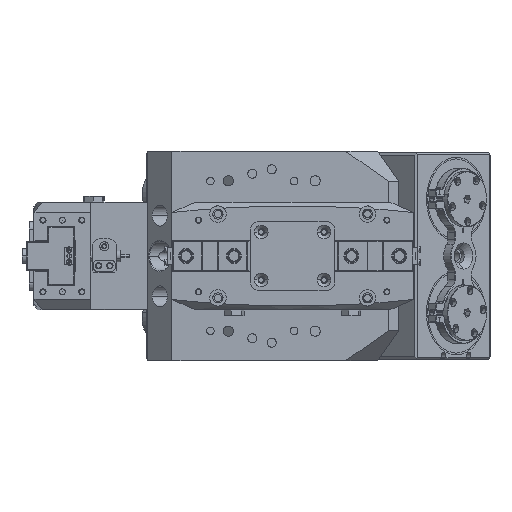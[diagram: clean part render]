
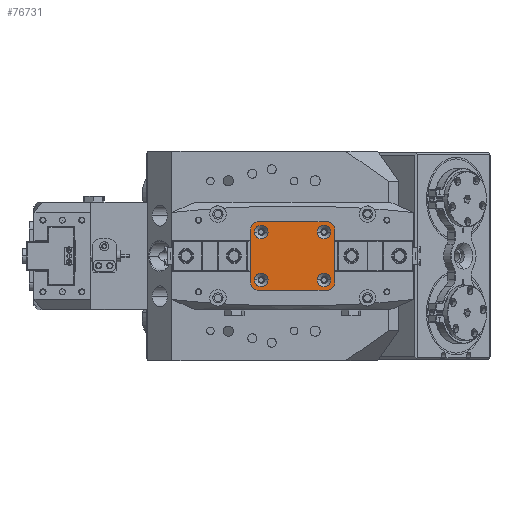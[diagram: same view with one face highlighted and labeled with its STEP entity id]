
A CAD part, front view. The second image highlights one B-rep face of the part: STEP entity #76731.
In plain terms, the highlighted face is planar.
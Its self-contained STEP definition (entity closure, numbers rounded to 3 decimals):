
#357 = CARTESIAN_POINT ( 'NONE',  ( -25.858, -3.073, 119.148 ) ) ;
#988 = PLANE ( 'NONE',  #53071 ) ;
#2594 = CIRCLE ( 'NONE', #58044, 4.5 ) ;
#3507 = VERTEX_POINT ( 'NONE', #59756 ) ;
#3970 = CARTESIAN_POINT ( 'NONE',  ( 18.142, 35.927, 119.148 ) ) ;
#4216 = DIRECTION ( 'NONE',  ( -1., 0., 0. ) ) ;
#4439 = EDGE_CURVE ( 'NONE', #63814, #13352, #90445, .T. ) ;
#5647 = CARTESIAN_POINT ( 'NONE',  ( 11.642, 28.927, 119.148 ) ) ;
#6194 = ORIENTED_EDGE ( 'NONE', *, *, #18924, .F. ) ;
#6752 = VERTEX_POINT ( 'NONE', #57309 ) ;
#6893 = DIRECTION ( 'NONE',  ( -1., 0., 0. ) ) ;
#8407 = DIRECTION ( 'NONE',  ( -1., 0., 0. ) ) ;
#8534 = CARTESIAN_POINT ( 'NONE',  ( 11.642, -3.073, 119.148 ) ) ;
#10584 = VECTOR ( 'NONE', #98262, 1000. ) ;
#13014 = AXIS2_PLACEMENT_3D ( 'NONE', #31770, #57347, #4216 ) ;
#13352 = VERTEX_POINT ( 'NONE', #23292 ) ;
#13960 = EDGE_CURVE ( 'NONE', #72972, #77773, #55978, .T. ) ;
#14526 = ORIENTED_EDGE ( 'NONE', *, *, #4439, .F. ) ;
#14977 = EDGE_CURVE ( 'NONE', #18649, #61450, #22945, .T. ) ;
#15284 = AXIS2_PLACEMENT_3D ( 'NONE', #16848, #86833, #8407 ) ;
#15432 = EDGE_CURVE ( 'NONE', #6752, #98970, #44805, .T. ) ;
#16848 = CARTESIAN_POINT ( 'NONE',  ( 16.142, -3.073, 119.148 ) ) ;
#17376 = CARTESIAN_POINT ( 'NONE',  ( 20.642, 28.927, 119.148 ) ) ;
#17920 = EDGE_CURVE ( 'NONE', #98970, #78966, #39028, .T. ) ;
#18085 = AXIS2_PLACEMENT_3D ( 'NONE', #82893, #91694, #109381 ) ;
#18171 = ORIENTED_EDGE ( 'NONE', *, *, #106454, .F. ) ;
#18649 = VERTEX_POINT ( 'NONE', #3970 ) ;
#18924 = EDGE_CURVE ( 'NONE', #75700, #27820, #60737, .T. ) ;
#21213 = CARTESIAN_POINT ( 'NONE',  ( 16.142, -3.073, 119.148 ) ) ;
#21232 = EDGE_CURVE ( 'NONE', #78966, #18649, #99047, .T. ) ;
#22609 = FACE_BOUND ( 'NONE', #111547, .T. ) ;
#22867 = DIRECTION ( 'NONE',  ( -1., 0., 0. ) ) ;
#22939 = DIRECTION ( 'NONE',  ( 0., 0., -1. ) ) ;
#22945 = CIRCLE ( 'NONE', #13014, 5. ) ;
#23292 = CARTESIAN_POINT ( 'NONE',  ( -30.358, 28.927, 119.148 ) ) ;
#23347 = VERTEX_POINT ( 'NONE', #52218 ) ;
#23551 = EDGE_CURVE ( 'NONE', #113472, #84310, #60288, .T. ) ;
#25415 = EDGE_CURVE ( 'NONE', #61450, #3507, #33973, .T. ) ;
#25689 = DIRECTION ( 'NONE',  ( 0., 0., -1. ) ) ;
#26703 = EDGE_LOOP ( 'NONE', ( #34638, #29249 ) ) ;
#26803 = ORIENTED_EDGE ( 'NONE', *, *, #110129, .F. ) ;
#27820 = VERTEX_POINT ( 'NONE', #5647 ) ;
#29249 = ORIENTED_EDGE ( 'NONE', *, *, #47172, .F. ) ;
#29705 = CARTESIAN_POINT ( 'NONE',  ( 20.642, -3.073, 119.148 ) ) ;
#30005 = VECTOR ( 'NONE', #68667, 1000. ) ;
#30485 = EDGE_CURVE ( 'NONE', #27820, #75700, #2594, .T. ) ;
#30829 = CARTESIAN_POINT ( 'NONE',  ( -27.858, -10.073, 119.148 ) ) ;
#30891 = CIRCLE ( 'NONE', #80277, 4.5 ) ;
#31770 = CARTESIAN_POINT ( 'NONE',  ( 18.142, 30.927, 119.148 ) ) ;
#31825 = CARTESIAN_POINT ( 'NONE',  ( 23.142, 30.927, 119.148 ) ) ;
#33229 = EDGE_LOOP ( 'NONE', ( #62382, #18171 ) ) ;
#33973 = LINE ( 'NONE', #31825, #92814 ) ;
#34052 = CARTESIAN_POINT ( 'NONE',  ( 18.142, -5.073, 119.148 ) ) ;
#34638 = ORIENTED_EDGE ( 'NONE', *, *, #23551, .F. ) ;
#34994 = DIRECTION ( 'NONE',  ( -1., 0., 0. ) ) ;
#35731 = ORIENTED_EDGE ( 'NONE', *, *, #14977, .T. ) ;
#36235 = AXIS2_PLACEMENT_3D ( 'NONE', #357, #25689, #70056 ) ;
#36444 = CIRCLE ( 'NONE', #15284, 4.5 ) ;
#39028 = CIRCLE ( 'NONE', #57864, 5. ) ;
#40502 = AXIS2_PLACEMENT_3D ( 'NONE', #58188, #67423, #102296 ) ;
#41153 = EDGE_CURVE ( 'NONE', #77773, #6752, #46383, .T. ) ;
#41337 = EDGE_CURVE ( 'NONE', #3507, #72972, #102567, .T. ) ;
#41968 = ORIENTED_EDGE ( 'NONE', *, *, #17920, .T. ) ;
#42748 = ORIENTED_EDGE ( 'NONE', *, *, #41153, .T. ) ;
#44619 = ORIENTED_EDGE ( 'NONE', *, *, #41337, .T. ) ;
#44661 = CARTESIAN_POINT ( 'NONE',  ( 18.142, -5.073, 119.148 ) ) ;
#44805 = LINE ( 'NONE', #89439, #10584 ) ;
#45765 = DIRECTION ( 'NONE',  ( 0., 0., -1. ) ) ;
#45884 = FACE_OUTER_BOUND ( 'NONE', #107568, .T. ) ;
#46383 = CIRCLE ( 'NONE', #40502, 5. ) ;
#47172 = EDGE_CURVE ( 'NONE', #84310, #113472, #36444, .T. ) ;
#47730 = DIRECTION ( 'NONE',  ( 1., 0., 0. ) ) ;
#52218 = CARTESIAN_POINT ( 'NONE',  ( -30.358, -3.073, 119.148 ) ) ;
#53071 = AXIS2_PLACEMENT_3D ( 'NONE', #44661, #45765, #89023 ) ;
#55556 = CARTESIAN_POINT ( 'NONE',  ( -21.358, 28.927, 119.148 ) ) ;
#55978 = LINE ( 'NONE', #60232, #30005 ) ;
#55988 = DIRECTION ( 'NONE',  ( 0., 0., -1. ) ) ;
#56908 = CARTESIAN_POINT ( 'NONE',  ( -25.858, -3.073, 119.148 ) ) ;
#57309 = CARTESIAN_POINT ( 'NONE',  ( -32.858, -5.073, 119.148 ) ) ;
#57347 = DIRECTION ( 'NONE',  ( 0., 0., -1. ) ) ;
#57864 = AXIS2_PLACEMENT_3D ( 'NONE', #95232, #77625, #85313 ) ;
#58044 = AXIS2_PLACEMENT_3D ( 'NONE', #88423, #88059, #60870 ) ;
#58188 = CARTESIAN_POINT ( 'NONE',  ( -27.858, -5.073, 119.148 ) ) ;
#59475 = CARTESIAN_POINT ( 'NONE',  ( 18.142, -10.073, 119.148 ) ) ;
#59707 = AXIS2_PLACEMENT_3D ( 'NONE', #21213, #55988, #100413 ) ;
#59756 = CARTESIAN_POINT ( 'NONE',  ( 23.142, -5.073, 119.148 ) ) ;
#60232 = CARTESIAN_POINT ( 'NONE',  ( 18.142, -10.073, 119.148 ) ) ;
#60288 = CIRCLE ( 'NONE', #59707, 4.5 ) ;
#60737 = CIRCLE ( 'NONE', #102025, 4.5 ) ;
#60870 = DIRECTION ( 'NONE',  ( -1., 0., 0. ) ) ;
#61309 = ORIENTED_EDGE ( 'NONE', *, *, #13960, .T. ) ;
#61450 = VERTEX_POINT ( 'NONE', #100346 ) ;
#62382 = ORIENTED_EDGE ( 'NONE', *, *, #104132, .F. ) ;
#63814 = VERTEX_POINT ( 'NONE', #55556 ) ;
#67423 = DIRECTION ( 'NONE',  ( 0., 0., -1. ) ) ;
#68667 = DIRECTION ( 'NONE',  ( -1., 0., 0. ) ) ;
#69189 = FACE_BOUND ( 'NONE', #26703, .T. ) ;
#69405 = CARTESIAN_POINT ( 'NONE',  ( 16.142, 28.927, 119.148 ) ) ;
#69518 = ORIENTED_EDGE ( 'NONE', *, *, #15432, .T. ) ;
#70056 = DIRECTION ( 'NONE',  ( -1., 0., 0. ) ) ;
#71315 = CIRCLE ( 'NONE', #111362, 4.5 ) ;
#72972 = VERTEX_POINT ( 'NONE', #59475 ) ;
#75700 = VERTEX_POINT ( 'NONE', #17376 ) ;
#76731 = ADVANCED_FACE ( 'NONE', ( #69189, #103512, #80167, #22609, #45884 ), #988, .T. ) ;
#77625 = DIRECTION ( 'NONE',  ( 0., 0., -1. ) ) ;
#77773 = VERTEX_POINT ( 'NONE', #30829 ) ;
#78027 = DIRECTION ( 'NONE',  ( 0., 0., -1. ) ) ;
#78214 = DIRECTION ( 'NONE',  ( 0., 0., -1. ) ) ;
#78966 = VERTEX_POINT ( 'NONE', #95007 ) ;
#80167 = FACE_BOUND ( 'NONE', #111226, .T. ) ;
#80196 = CARTESIAN_POINT ( 'NONE',  ( -32.858, 30.927, 119.148 ) ) ;
#80277 = AXIS2_PLACEMENT_3D ( 'NONE', #56908, #92152, #22867 ) ;
#82893 = CARTESIAN_POINT ( 'NONE',  ( -25.858, 28.927, 119.148 ) ) ;
#84167 = DIRECTION ( 'NONE',  ( -1., 0., 0. ) ) ;
#84310 = VERTEX_POINT ( 'NONE', #29705 ) ;
#85313 = DIRECTION ( 'NONE',  ( 1., 0., 0. ) ) ;
#86764 = VECTOR ( 'NONE', #47730, 1000. ) ;
#86833 = DIRECTION ( 'NONE',  ( 0., 0., -1. ) ) ;
#88059 = DIRECTION ( 'NONE',  ( 0., 0., -1. ) ) ;
#88423 = CARTESIAN_POINT ( 'NONE',  ( 16.142, 28.927, 119.148 ) ) ;
#89023 = DIRECTION ( 'NONE',  ( -1., 0., 0. ) ) ;
#89439 = CARTESIAN_POINT ( 'NONE',  ( -32.858, 30.927, 119.148 ) ) ;
#90257 = ORIENTED_EDGE ( 'NONE', *, *, #21232, .T. ) ;
#90445 = CIRCLE ( 'NONE', #18085, 4.5 ) ;
#91694 = DIRECTION ( 'NONE',  ( 0., 0., -1. ) ) ;
#92152 = DIRECTION ( 'NONE',  ( 0., 0., -1. ) ) ;
#92814 = VECTOR ( 'NONE', #93048, 1000. ) ;
#93048 = DIRECTION ( 'NONE',  ( 0., -1., 0. ) ) ;
#95007 = CARTESIAN_POINT ( 'NONE',  ( -27.858, 35.927, 119.148 ) ) ;
#95232 = CARTESIAN_POINT ( 'NONE',  ( -27.858, 30.927, 119.148 ) ) ;
#95374 = VERTEX_POINT ( 'NONE', #99920 ) ;
#96407 = CIRCLE ( 'NONE', #36235, 4.5 ) ;
#98262 = DIRECTION ( 'NONE',  ( 0., 1., 0. ) ) ;
#98970 = VERTEX_POINT ( 'NONE', #80196 ) ;
#99047 = LINE ( 'NONE', #100196, #86764 ) ;
#99920 = CARTESIAN_POINT ( 'NONE',  ( -21.358, -3.073, 119.148 ) ) ;
#100196 = CARTESIAN_POINT ( 'NONE',  ( 18.142, 35.927, 119.148 ) ) ;
#100346 = CARTESIAN_POINT ( 'NONE',  ( 23.142, 30.927, 119.148 ) ) ;
#100413 = DIRECTION ( 'NONE',  ( -1., 0., 0. ) ) ;
#101393 = AXIS2_PLACEMENT_3D ( 'NONE', #34052, #78027, #6893 ) ;
#102025 = AXIS2_PLACEMENT_3D ( 'NONE', #69405, #78214, #34994 ) ;
#102296 = DIRECTION ( 'NONE',  ( -1., 0., 0. ) ) ;
#102567 = CIRCLE ( 'NONE', #101393, 5. ) ;
#103512 = FACE_BOUND ( 'NONE', #33229, .T. ) ;
#104132 = EDGE_CURVE ( 'NONE', #23347, #95374, #96407, .T. ) ;
#106454 = EDGE_CURVE ( 'NONE', #95374, #23347, #30891, .T. ) ;
#106943 = ORIENTED_EDGE ( 'NONE', *, *, #25415, .T. ) ;
#107568 = EDGE_LOOP ( 'NONE', ( #44619, #61309, #42748, #69518, #41968, #90257, #35731, #106943 ) ) ;
#109381 = DIRECTION ( 'NONE',  ( -1., 0., 0. ) ) ;
#110129 = EDGE_CURVE ( 'NONE', #13352, #63814, #71315, .T. ) ;
#111030 = CARTESIAN_POINT ( 'NONE',  ( -25.858, 28.927, 119.148 ) ) ;
#111226 = EDGE_LOOP ( 'NONE', ( #113329, #6194 ) ) ;
#111362 = AXIS2_PLACEMENT_3D ( 'NONE', #111030, #22939, #84167 ) ;
#111547 = EDGE_LOOP ( 'NONE', ( #26803, #14526 ) ) ;
#113329 = ORIENTED_EDGE ( 'NONE', *, *, #30485, .F. ) ;
#113472 = VERTEX_POINT ( 'NONE', #8534 ) ;
